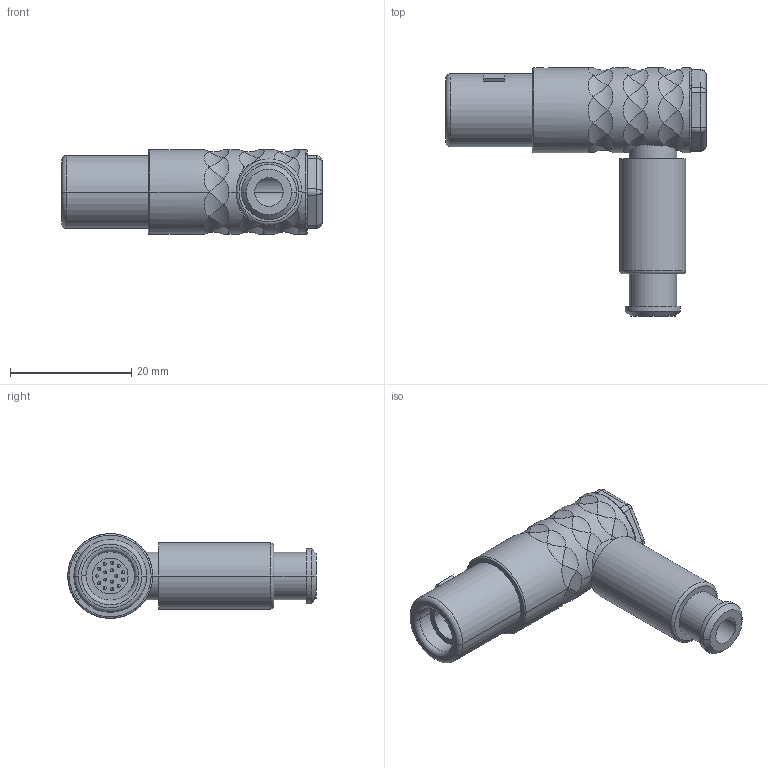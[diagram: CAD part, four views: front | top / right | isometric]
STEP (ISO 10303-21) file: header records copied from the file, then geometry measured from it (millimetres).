
FILE_DESCRIPTION((''),'2;1');
FILE_NAME('W21KFC-P16M','2014-02-06T',('RTrager'),(''),'PRO/ENGINEER BY PARAMETRIC TECHNOLOGY CORPORATION, 2013050','PRO/ENGINEER BY PARAMETRIC TECHNOLOGY CORPORATION, 2013050','');
FILE_SCHEMA(('CONFIG_CONTROL_DESIGN'));
Length unit declared in the file: millimetre
Products named in the file (1): W21KFC-P16M
Bounding box: 43 x 41 x 14 mm (x, y, z)
Volume: 6392.4 mm3; surface area: 4481.6 mm2
Topology: 1 solids, 1 shells, 379 faces, 987 edges, 621 vertices
Faces by surface type: cylinder 233, plane 71, sphere 38, torus 26, bspline 9, cone 2
Entity records: 15262 total; most frequent: CARTESIAN_POINT 6337, ORIENTED_EDGE 1910, DIRECTION 1802, EDGE_CURVE 955, AXIS2_PLACEMENT_3D 768, VERTEX_POINT 621, EDGE_LOOP 422, CIRCLE 398
